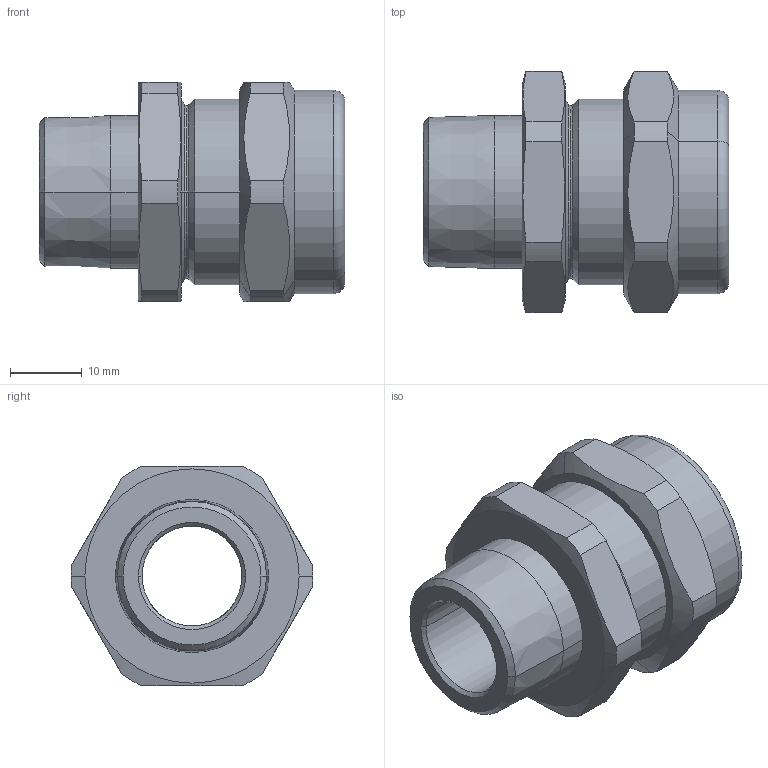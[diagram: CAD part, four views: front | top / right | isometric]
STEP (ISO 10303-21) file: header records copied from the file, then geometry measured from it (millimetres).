
FILE_DESCRIPTION (( 'STEP AP203' ), '1' );
FILE_NAME ('CG-050A054.STEP', '2020-07-09T08:48:17', ( '' ), ( '' ), 'SwSTEP 2.0', 'SolidWorks 2017', '' );
FILE_SCHEMA (( 'CONFIG_CONTROL_DESIGN' ));
Length unit declared in the file: millimetre
Products named in the file (1): CG-050A054
Bounding box: 42.46 x 33.55 x 30.5 mm (x, y, z)
Surface area: 7143.1 mm2 (no closed solid volume)
Topology: 0 solids, 4 shells, 79 faces, 192 edges, 120 vertices
Faces by surface type: cylinder 28, cone 24, plane 19, torus 8
Entity records: 2542 total; most frequent: CARTESIAN_POINT 576, DIRECTION 432, ORIENTED_EDGE 368, EDGE_CURVE 192, AXIS2_PLACEMENT_3D 184, VERTEX_POINT 120, CIRCLE 104, EDGE_LOOP 86
